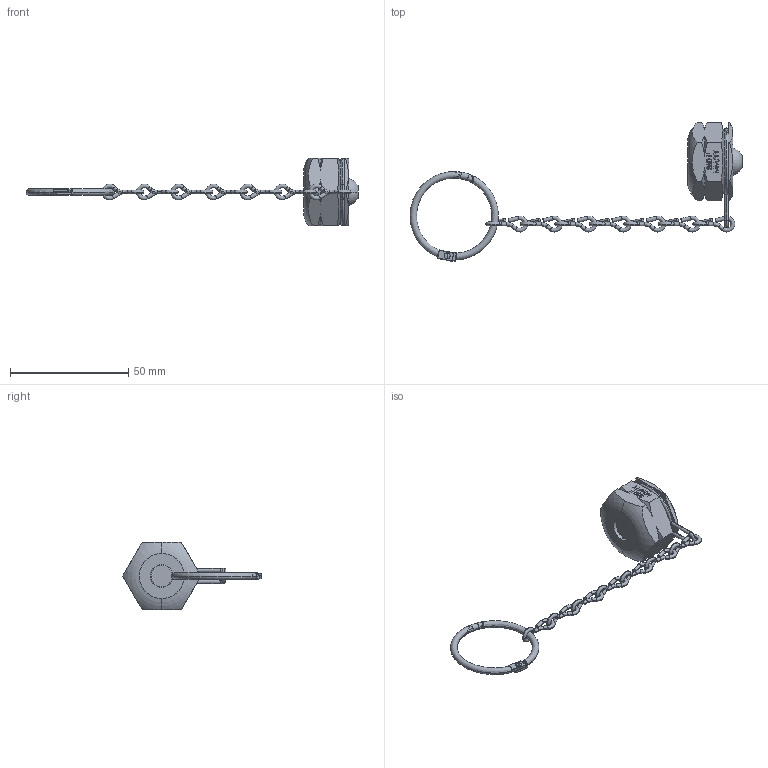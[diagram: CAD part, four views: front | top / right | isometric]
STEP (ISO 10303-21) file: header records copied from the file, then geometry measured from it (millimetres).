
FILE_DESCRIPTION (( 'STEP AP203' ), '1' );
FILE_NAME ('CAP-GT350CH-R.STEP', '2025-08-20T17:19:47', ( '' ), ( '' ), 'SwSTEP 2.0', 'SolidWorks 2018', '' );
FILE_SCHEMA (( 'CONFIG_CONTROL_DESIGN' ));
Length unit declared in the file: inch
Products named in the file (10): PRT-002239_BRASS; PRT-001151; PRT-000010; PRT-000832; ASY-000418_Straight Chain; CAP-GT350CH-R; PRT-002245_RING-1.187D HALF; PRT-002255_SMALL PIN; ASY-000291; PRT-001141
Assembly tree (16 placements, depth 3):
  CAP-GT350CH-R
    PRT-001151
    PRT-001141
    PRT-000832
    PRT-000010
    ASY-000418_Straight Chain
      PRT-002239_BRASS  x7
    ASY-000291
      PRT-002245_RING-1.187D HALF  x2
      PRT-002255_SMALL PIN
Bounding box: 140.23 x 58.52 x 28.57 mm (x, y, z)
Volume: 11465.6 mm3; surface area: 8801.3 mm2
Topology: 14 solids, 14 shells, 462 faces, 1191 edges, 761 vertices
Faces by surface type: plane 138, cylinder 131, torus 74, bspline 71, cone 32, sphere 16
Entity records: 15653 total; most frequent: CARTESIAN_POINT 7378, ORIENTED_EDGE 1604, DIRECTION 1249, EDGE_CURVE 802, VERTEX_POINT 540, AXIS2_PLACEMENT_3D 446, VECTOR 357, LINE 357
